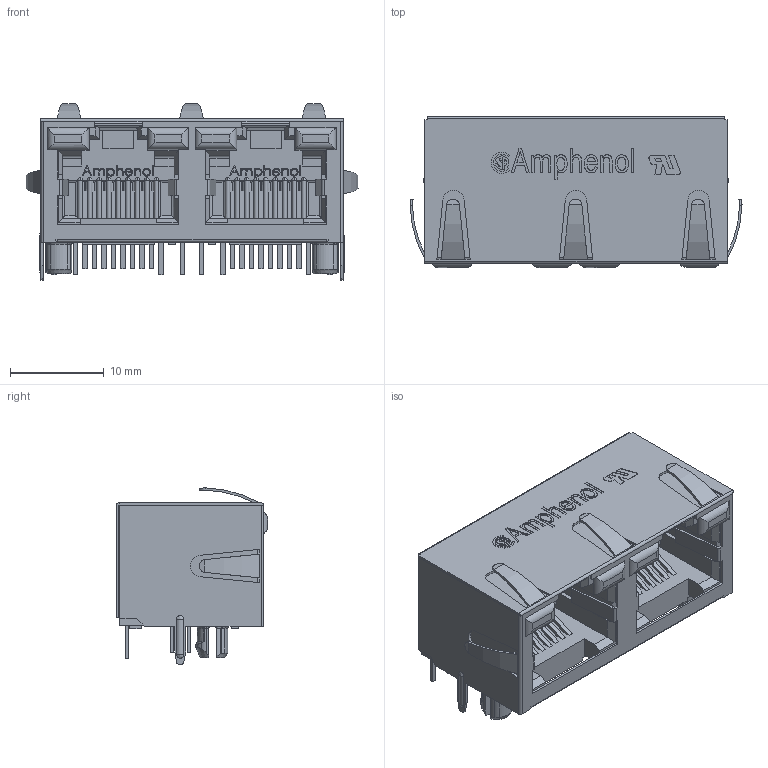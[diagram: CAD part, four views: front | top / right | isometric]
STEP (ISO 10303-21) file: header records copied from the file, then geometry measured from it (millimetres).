
FILE_DESCRIPTION(/* description */ (''),/* implementation_level */ '2;1');
FILE_NAME(/* name */ 'M-RJHSE-X38X-02-REVT1-3D.step',/* time_stamp */ '2022-05-11T17:37:33+02:00',/* author */ (''),/* organization */ (''),/* preprocessor_version */ 'ST-DEVELOPER v18.1',/* originating_system */ 'Autodesk Translation Framework v10.14.0.1471',/* authorisation */ '');
FILE_SCHEMA (('AUTOMOTIVE_DESIGN { 1 0 10303 214 3 1 1 }'));
Length unit declared in the file: inch
Products named in the file (1): (Unsaved)
Bounding box: 35.45 x 16.14 x 18.84 mm (x, y, z)
Volume: 4.8 mm3; surface area: 6127.2 mm2
Topology: 2 solids, 3 shells, 1433 faces, 3892 edges, 2540 vertices
Faces by surface type: plane 945, cylinder 264, bspline 202, torus 9, cone 8, sphere 5
Entity records: 54271 total; most frequent: CARTESIAN_POINT 18956, ORIENTED_EDGE 7774, DIRECTION 6548, EDGE_CURVE 3888, LINE 2896, VECTOR 2896, VERTEX_POINT 2540, AXIS2_PLACEMENT_3D 1826
